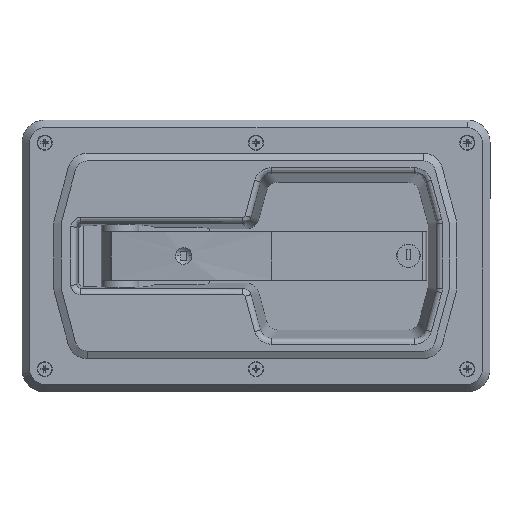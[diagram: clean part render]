
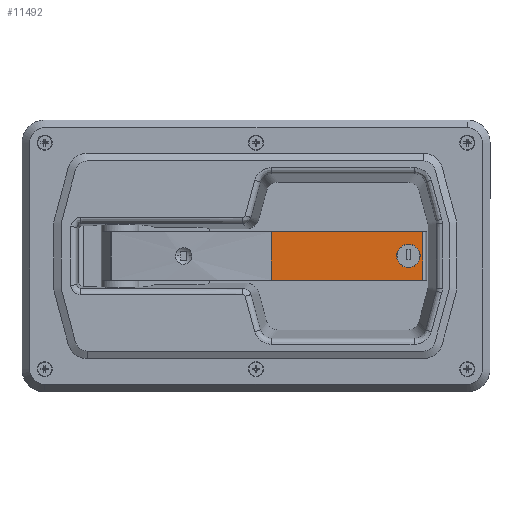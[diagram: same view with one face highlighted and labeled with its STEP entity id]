
A CAD part, top view. The second image highlights one B-rep face of the part: STEP entity #11492.
In plain terms, the highlighted face is planar.
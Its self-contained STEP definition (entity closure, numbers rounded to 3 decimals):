
#341 = VECTOR ( 'NONE', #10296, 1000. ) ;
#347 = VECTOR ( 'NONE', #10308, 1000. ) ;
#361 = VECTOR ( 'NONE', #10398, 1000. ) ;
#380 = AXIS2_PLACEMENT_3D ( 'NONE', #10458, #10459, #10460 ) ;
#423 = AXIS2_PLACEMENT_3D ( 'NONE', #25096, #25097, #25098 ) ;
#434 = VECTOR ( 'NONE', #25102, 1000. ) ;
#4252 = CARTESIAN_POINT ( 'NONE',  ( 191., 32., -7.75 ) ) ;
#4253 = CARTESIAN_POINT ( 'NONE',  ( 191., 32., 7.75 ) ) ;
#4268 = CARTESIAN_POINT ( 'NONE',  ( 100., 32., -16. ) ) ;
#4271 = CARTESIAN_POINT ( 'NONE',  ( 100., 32., 16. ) ) ;
#4286 = CARTESIAN_POINT ( 'NONE',  ( 200.389, 32., 16. ) ) ;
#4288 = CARTESIAN_POINT ( 'NONE',  ( 200.389, 32., -16. ) ) ;
#9378 = PLANE ( 'NONE',  #27559 ) ;
#9379 = CARTESIAN_POINT ( 'NONE',  ( 100., 32., 16. ) ) ;
#9380 = DIRECTION ( 'NONE',  ( 0., -1., 0. ) ) ;
#9381 = DIRECTION ( 'NONE',  ( 0., 0., -1. ) ) ;
#10294 = LINE ( 'NONE', #10295, #341 ) ;
#10295 = CARTESIAN_POINT ( 'NONE',  ( 100., 32., -16. ) ) ;
#10296 = DIRECTION ( 'NONE',  ( -1., 0., 0. ) ) ;
#10306 = LINE ( 'NONE', #10307, #347 ) ;
#10307 = CARTESIAN_POINT ( 'NONE',  ( 100., 32., 16. ) ) ;
#10308 = DIRECTION ( 'NONE',  ( -1., 0., 0. ) ) ;
#10396 = LINE ( 'NONE', #10397, #361 ) ;
#10397 = CARTESIAN_POINT ( 'NONE',  ( 100., 32., 16. ) ) ;
#10398 = DIRECTION ( 'NONE',  ( 0., 0., -1. ) ) ;
#10458 = CARTESIAN_POINT ( 'NONE',  ( 191., 32., 0. ) ) ;
#10459 = DIRECTION ( 'NONE',  ( 0., 1., 0. ) ) ;
#10460 = DIRECTION ( 'NONE',  ( 0., 0., 1. ) ) ;
#11492 = ADVANCED_FACE ( 'NONE', ( #27552, #27557 ), #9378, .F. ) ;
#12455 = EDGE_LOOP ( 'NONE', ( #28239, #28237 ) ) ;
#12456 = EDGE_LOOP ( 'NONE', ( #28243, #28238, #28241, #28240 ) ) ;
#17735 = EDGE_CURVE ( 'NONE', #27195, #27072, #10294, .T. ) ;
#17739 = EDGE_CURVE ( 'NONE', #27193, #27075, #10306, .T. ) ;
#17756 = EDGE_CURVE ( 'NONE', #27075, #27072, #10396, .T. ) ;
#17777 = EDGE_CURVE ( 'NONE', #27056, #27057, #28854, .T. ) ;
#17807 = EDGE_CURVE ( 'NONE', #27057, #27056, #28861, .T. ) ;
#17808 = EDGE_CURVE ( 'NONE', #27193, #27195, #25100, .T. ) ;
#25096 = CARTESIAN_POINT ( 'NONE',  ( 191., 32., 0. ) ) ;
#25097 = DIRECTION ( 'NONE',  ( 0., 1., 0. ) ) ;
#25098 = DIRECTION ( 'NONE',  ( 0., 0., 1. ) ) ;
#25100 = LINE ( 'NONE', #25101, #434 ) ;
#25101 = CARTESIAN_POINT ( 'NONE',  ( 200.389, 32., 16. ) ) ;
#25102 = DIRECTION ( 'NONE',  ( 0., 0., -1. ) ) ;
#27056 = VERTEX_POINT ( 'NONE', #4252 ) ;
#27057 = VERTEX_POINT ( 'NONE', #4253 ) ;
#27072 = VERTEX_POINT ( 'NONE', #4268 ) ;
#27075 = VERTEX_POINT ( 'NONE', #4271 ) ;
#27193 = VERTEX_POINT ( 'NONE', #4286 ) ;
#27195 = VERTEX_POINT ( 'NONE', #4288 ) ;
#27552 = FACE_BOUND ( 'NONE', #12455, .T. ) ;
#27557 = FACE_OUTER_BOUND ( 'NONE', #12456, .T. ) ;
#27559 = AXIS2_PLACEMENT_3D ( 'NONE', #9379, #9380, #9381 ) ;
#28237 = ORIENTED_EDGE ( 'NONE', *, *, #17777, .F. ) ;
#28238 = ORIENTED_EDGE ( 'NONE', *, *, #17756, .F. ) ;
#28239 = ORIENTED_EDGE ( 'NONE', *, *, #17807, .F. ) ;
#28240 = ORIENTED_EDGE ( 'NONE', *, *, #17808, .T. ) ;
#28241 = ORIENTED_EDGE ( 'NONE', *, *, #17739, .F. ) ;
#28243 = ORIENTED_EDGE ( 'NONE', *, *, #17735, .T. ) ;
#28854 = CIRCLE ( 'NONE', #380, 7.75 ) ;
#28861 = CIRCLE ( 'NONE', #423, 7.75 ) ;
